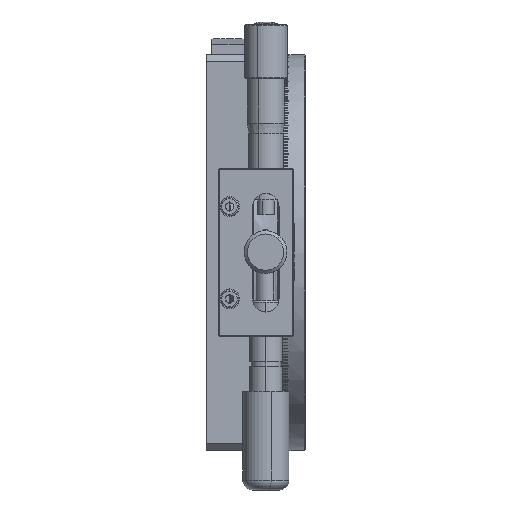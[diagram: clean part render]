
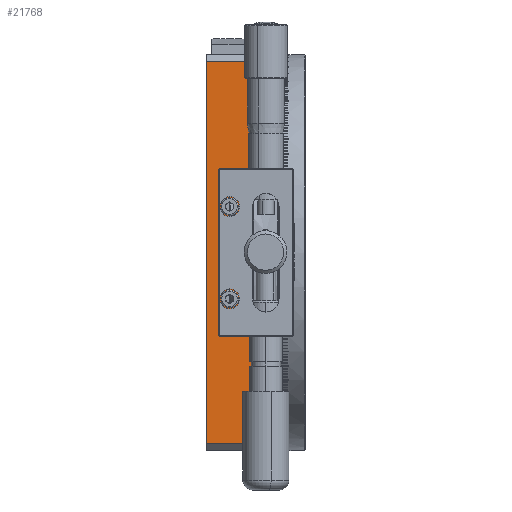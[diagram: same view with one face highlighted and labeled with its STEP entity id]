
A CAD part, left-side view. The second image highlights one B-rep face of the part: STEP entity #21768.
In plain terms, the highlighted planar face has unit normal (-1, 0, 0).
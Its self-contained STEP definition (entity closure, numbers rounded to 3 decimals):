
#651 = DIRECTION ( 'NONE',  ( -1., 0., 0. ) ) ;
#724 = EDGE_CURVE ( 'NONE', #23710, #27097, #22739, .T. ) ;
#1546 = ORIENTED_EDGE ( 'NONE', *, *, #7962, .F. ) ;
#2954 = CARTESIAN_POINT ( 'NONE',  ( -60., 6., 58. ) ) ;
#3633 = VECTOR ( 'NONE', #19077, 1000. ) ;
#4903 = AXIS2_PLACEMENT_3D ( 'NONE', #42755, #28566, #10821 ) ;
#5919 = LINE ( 'NONE', #9003, #39390 ) ;
#6561 = CARTESIAN_POINT ( 'NONE',  ( -60., 90.853, 58. ) ) ;
#6866 = EDGE_LOOP ( 'NONE', ( #40127, #42684, #37965, #30347 ) ) ;
#7064 = CARTESIAN_POINT ( 'NONE',  ( -60., -1., -12.75 ) ) ;
#7962 = EDGE_CURVE ( 'NONE', #27097, #23710, #34605, .T. ) ;
#8905 = CARTESIAN_POINT ( 'NONE',  ( -60., -1., 15.25 ) ) ;
#9003 = CARTESIAN_POINT ( 'NONE',  ( -60., 90.853, -58. ) ) ;
#10821 = DIRECTION ( 'NONE',  ( 0., 0., 1. ) ) ;
#11319 = DIRECTION ( 'NONE',  ( -1., 0., 0. ) ) ;
#12024 = EDGE_CURVE ( 'NONE', #32174, #13529, #27846, .T. ) ;
#12037 = AXIS2_PLACEMENT_3D ( 'NONE', #33140, #11319, #36263 ) ;
#12615 = DIRECTION ( 'NONE',  ( 0., -1., 0. ) ) ;
#13529 = VERTEX_POINT ( 'NONE', #45929 ) ;
#13677 = EDGE_LOOP ( 'NONE', ( #18081, #29417 ) ) ;
#15113 = DIRECTION ( 'NONE',  ( -1., 0., 0. ) ) ;
#16442 = CARTESIAN_POINT ( 'NONE',  ( -60., -8., 58. ) ) ;
#17213 = EDGE_LOOP ( 'NONE', ( #1546, #44861 ) ) ;
#17763 = VERTEX_POINT ( 'NONE', #7064 ) ;
#18073 = AXIS2_PLACEMENT_3D ( 'NONE', #22066, #651, #25632 ) ;
#18081 = ORIENTED_EDGE ( 'NONE', *, *, #42594, .F. ) ;
#18215 = DIRECTION ( 'NONE',  ( 0., 0., -1. ) ) ;
#18451 = VERTEX_POINT ( 'NONE', #30327 ) ;
#19077 = DIRECTION ( 'NONE',  ( 0., 0., -1. ) ) ;
#19177 = CARTESIAN_POINT ( 'NONE',  ( -60., -1., 14. ) ) ;
#19543 = CARTESIAN_POINT ( 'NONE',  ( -60., -8., 0. ) ) ;
#21313 = CIRCLE ( 'NONE', #12037, 1.25 ) ;
#21768 = ADVANCED_FACE ( 'NONE', ( #32933, #45807, #23455 ), #25332, .T. ) ;
#22066 = CARTESIAN_POINT ( 'NONE',  ( -60., 90.853, 0. ) ) ;
#22739 = CIRCLE ( 'NONE', #4903, 1.25 ) ;
#23455 = FACE_OUTER_BOUND ( 'NONE', #6866, .T. ) ;
#23710 = VERTEX_POINT ( 'NONE', #27202 ) ;
#24514 = DIRECTION ( 'NONE',  ( 0., 1., 0. ) ) ;
#25332 = PLANE ( 'NONE',  #18073 ) ;
#25632 = DIRECTION ( 'NONE',  ( 0., 0., 1. ) ) ;
#25702 = DIRECTION ( 'NONE',  ( 0., 0., 1. ) ) ;
#26355 = CARTESIAN_POINT ( 'NONE',  ( -60., -1., -15.25 ) ) ;
#27097 = VERTEX_POINT ( 'NONE', #8905 ) ;
#27202 = CARTESIAN_POINT ( 'NONE',  ( -60., -1., 12.75 ) ) ;
#27846 = LINE ( 'NONE', #43431, #43469 ) ;
#28043 = EDGE_CURVE ( 'NONE', #37153, #18451, #30435, .T. ) ;
#28566 = DIRECTION ( 'NONE',  ( -1., 0., 0. ) ) ;
#29417 = ORIENTED_EDGE ( 'NONE', *, *, #30707, .F. ) ;
#30327 = CARTESIAN_POINT ( 'NONE',  ( -60., -8., -58. ) ) ;
#30347 = ORIENTED_EDGE ( 'NONE', *, *, #36221, .T. ) ;
#30435 = LINE ( 'NONE', #19543, #3633 ) ;
#30707 = EDGE_CURVE ( 'NONE', #38582, #17763, #42004, .T. ) ;
#32174 = VERTEX_POINT ( 'NONE', #2954 ) ;
#32933 = FACE_BOUND ( 'NONE', #17213, .T. ) ;
#33140 = CARTESIAN_POINT ( 'NONE',  ( -60., -1., -14. ) ) ;
#33535 = AXIS2_PLACEMENT_3D ( 'NONE', #43455, #40349, #25702 ) ;
#34605 = CIRCLE ( 'NONE', #36211, 1.25 ) ;
#35082 = EDGE_CURVE ( 'NONE', #13529, #18451, #5919, .T. ) ;
#36211 = AXIS2_PLACEMENT_3D ( 'NONE', #19177, #15113, #40198 ) ;
#36221 = EDGE_CURVE ( 'NONE', #37153, #32174, #38570, .T. ) ;
#36263 = DIRECTION ( 'NONE',  ( 0., 0., 1. ) ) ;
#37153 = VERTEX_POINT ( 'NONE', #16442 ) ;
#37965 = ORIENTED_EDGE ( 'NONE', *, *, #28043, .F. ) ;
#38570 = LINE ( 'NONE', #6561, #39691 ) ;
#38582 = VERTEX_POINT ( 'NONE', #26355 ) ;
#39390 = VECTOR ( 'NONE', #12615, 1000. ) ;
#39691 = VECTOR ( 'NONE', #24514, 1000. ) ;
#40127 = ORIENTED_EDGE ( 'NONE', *, *, #12024, .T. ) ;
#40198 = DIRECTION ( 'NONE',  ( 0., 0., 1. ) ) ;
#40349 = DIRECTION ( 'NONE',  ( -1., 0., 0. ) ) ;
#42004 = CIRCLE ( 'NONE', #33535, 1.25 ) ;
#42594 = EDGE_CURVE ( 'NONE', #17763, #38582, #21313, .T. ) ;
#42684 = ORIENTED_EDGE ( 'NONE', *, *, #35082, .T. ) ;
#42755 = CARTESIAN_POINT ( 'NONE',  ( -60., -1., 14. ) ) ;
#43431 = CARTESIAN_POINT ( 'NONE',  ( -60., 6., 0. ) ) ;
#43455 = CARTESIAN_POINT ( 'NONE',  ( -60., -1., -14. ) ) ;
#43469 = VECTOR ( 'NONE', #18215, 1000. ) ;
#44861 = ORIENTED_EDGE ( 'NONE', *, *, #724, .F. ) ;
#45807 = FACE_BOUND ( 'NONE', #13677, .T. ) ;
#45929 = CARTESIAN_POINT ( 'NONE',  ( -60., 6., -58. ) ) ;
